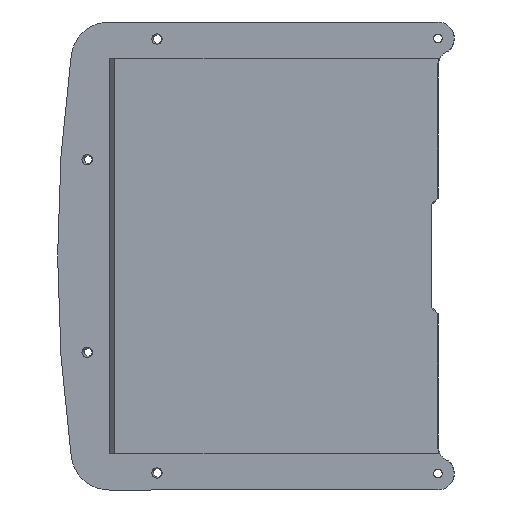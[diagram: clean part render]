
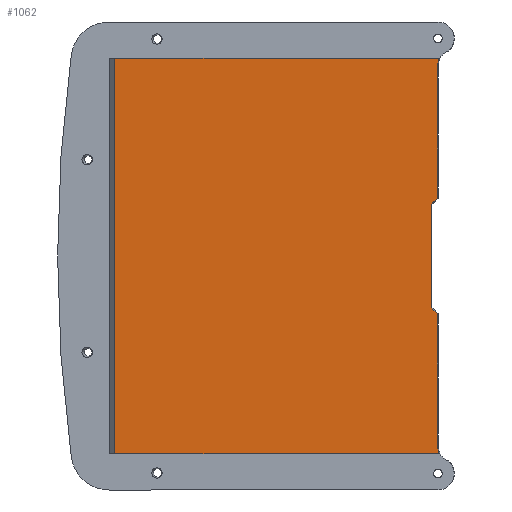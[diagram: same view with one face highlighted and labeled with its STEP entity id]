
A CAD part, front view. The second image highlights one B-rep face of the part: STEP entity #1062.
In plain terms, the highlighted planar face has unit normal (-0.07, -0.998, 0).
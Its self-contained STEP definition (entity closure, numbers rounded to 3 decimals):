
#125=CIRCLE('',#1138,10.);
#126=CIRCLE('',#1139,10.);
#178=FACE_OUTER_BOUND('',#239,.T.);
#239=EDGE_LOOP('',(#717,#718,#719,#720,#721,#722,#723,#724,#725,#726));
#309=LINE('',#1500,#372);
#312=LINE('',#1506,#375);
#315=LINE('',#1512,#378);
#316=LINE('',#1516,#379);
#317=LINE('',#1518,#380);
#318=LINE('',#1520,#381);
#319=LINE('',#1522,#382);
#320=LINE('',#1524,#383);
#372=VECTOR('',#1238,10.);
#375=VECTOR('',#1243,10.);
#378=VECTOR('',#1248,10.);
#379=VECTOR('',#1251,10.);
#380=VECTOR('',#1252,10.);
#381=VECTOR('',#1253,10.);
#382=VECTOR('',#1254,10.);
#383=VECTOR('',#1255,10.);
#434=VERTEX_POINT('',#1496);
#436=VERTEX_POINT('',#1499);
#438=VERTEX_POINT('',#1505);
#440=VERTEX_POINT('',#1511);
#441=VERTEX_POINT('',#1513);
#442=VERTEX_POINT('',#1515);
#443=VERTEX_POINT('',#1517);
#444=VERTEX_POINT('',#1519);
#445=VERTEX_POINT('',#1521);
#446=VERTEX_POINT('',#1523);
#542=EDGE_CURVE('',#436,#434,#309,.T.);
#545=EDGE_CURVE('',#438,#436,#312,.T.);
#548=EDGE_CURVE('',#434,#440,#315,.T.);
#549=EDGE_CURVE('',#440,#441,#125,.T.);
#550=EDGE_CURVE('',#441,#442,#316,.T.);
#551=EDGE_CURVE('',#442,#443,#317,.T.);
#552=EDGE_CURVE('',#443,#444,#318,.T.);
#553=EDGE_CURVE('',#444,#445,#319,.T.);
#554=EDGE_CURVE('',#445,#446,#320,.T.);
#555=EDGE_CURVE('',#446,#438,#126,.T.);
#717=ORIENTED_EDGE('',*,*,#542,.T.);
#718=ORIENTED_EDGE('',*,*,#548,.T.);
#719=ORIENTED_EDGE('',*,*,#549,.T.);
#720=ORIENTED_EDGE('',*,*,#550,.T.);
#721=ORIENTED_EDGE('',*,*,#551,.T.);
#722=ORIENTED_EDGE('',*,*,#552,.T.);
#723=ORIENTED_EDGE('',*,*,#553,.T.);
#724=ORIENTED_EDGE('',*,*,#554,.T.);
#725=ORIENTED_EDGE('',*,*,#555,.T.);
#726=ORIENTED_EDGE('',*,*,#545,.T.);
#1047=PLANE('',#1137);
#1062=ADVANCED_FACE('',(#178),#1047,.T.);
#1137=AXIS2_PLACEMENT_3D('',#1510,#1246,#1247);
#1138=AXIS2_PLACEMENT_3D('',#1514,#1249,#1250);
#1139=AXIS2_PLACEMENT_3D('',#1525,#1256,#1257);
#1238=DIRECTION('',(0.,0.,-1.));
#1243=DIRECTION('',(-0.998,0.07,0.));
#1246=DIRECTION('center_axis',(-0.07,-0.998,0.));
#1247=DIRECTION('ref_axis',(0.,0.,
1.));
#1248=DIRECTION('',(0.998,-0.07,0.));
#1249=DIRECTION('center_axis',(0.07,0.998,0.));
#1250=DIRECTION('ref_axis',(-0.998,0.07,0.));
#1251=DIRECTION('',(0.,0.,1.));
#1252=DIRECTION('',(-0.705,0.049,0.707));
#1253=DIRECTION('',(0.,0.,1.));
#1254=DIRECTION('',(0.705,-0.049,0.707));
#1255=DIRECTION('',(0.,0.,1.));
#1256=DIRECTION('center_axis',(0.07,0.998,0.));
#1257=DIRECTION('ref_axis',(-0.475,0.033,0.879));
#1496=CARTESIAN_POINT('',(-401.606,15.437,26.));
#1499=CARTESIAN_POINT('',(-401.606,15.437,292.76));
#1500=CARTESIAN_POINT('',(-401.606,15.437,226.07));
#1505=CARTESIAN_POINT('',(-182.62,0.124,292.76));
#1506=CARTESIAN_POINT('',(-182.62,0.124,292.76));
#1510=CARTESIAN_POINT('Origin',(-294.108,7.92,159.38));
#1511=CARTESIAN_POINT('',(-182.62,0.124,26.));
#1512=CARTESIAN_POINT('',(-432.557,17.601,26.));
#1513=CARTESIAN_POINT('',(-183.937,0.216,30.966));
#1514=CARTESIAN_POINT('Origin',(-173.962,-0.481,30.966));
#1515=CARTESIAN_POINT('',(-183.937,0.216,120.38));
#1516=CARTESIAN_POINT('',(-183.937,0.216,30.966));
#1517=CARTESIAN_POINT('',(-187.927,0.495,124.38));
#1518=CARTESIAN_POINT('',(-183.937,0.216,120.38));
#1519=CARTESIAN_POINT('',(-187.927,0.495,194.38));
#1520=CARTESIAN_POINT('',(-187.927,0.495,124.38));
#1521=CARTESIAN_POINT('',(-183.937,0.216,198.38));
#1522=CARTESIAN_POINT('',(-187.927,0.495,194.38));
#1523=CARTESIAN_POINT('',(-183.937,0.216,287.794));
#1524=CARTESIAN_POINT('',(-183.937,0.216,198.38));
#1525=CARTESIAN_POINT('Origin',(-173.962,-0.481,287.794));
